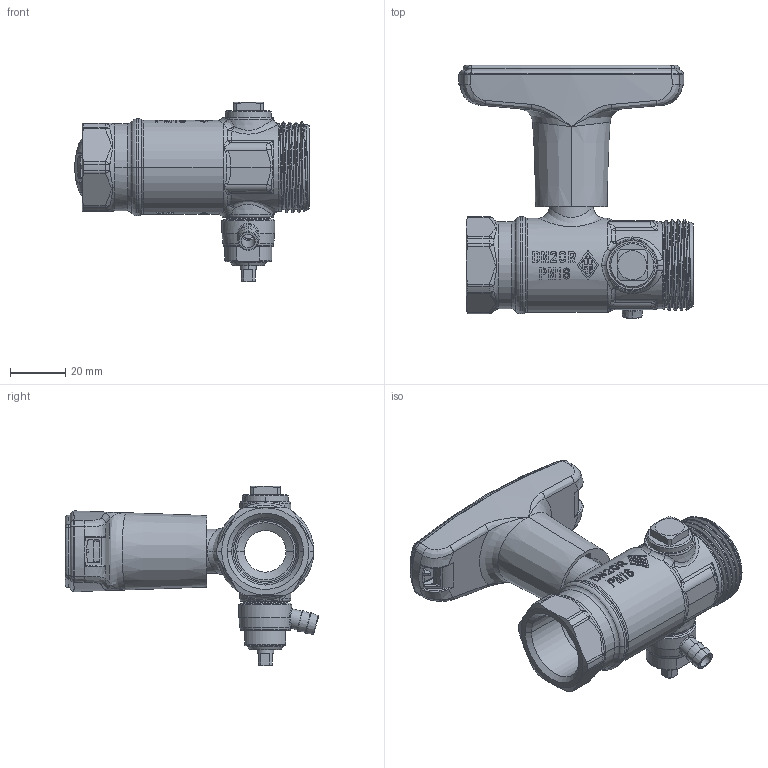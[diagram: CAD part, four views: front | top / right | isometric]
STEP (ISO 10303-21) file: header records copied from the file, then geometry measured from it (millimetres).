
FILE_DESCRIPTION((''),'2;1');
FILE_NAME('9339-04-800-KUGELHAHN','2016-06-02T',('marann'),(''),'PRO/ENGINEER BY PARAMETRIC TECHNOLOGY CORPORATION, 2011490','PRO/ENGINEER BY PARAMETRIC TECHNOLOGY CORPORATION, 2011490','');
FILE_SCHEMA(('CONFIG_CONTROL_DESIGN'));
Length unit declared in the file: millimetre
Products named in the file (1): 9339-04-800-KUGELHAHN
Bounding box: 84.65 x 91.37 x 64.8 mm (x, y, z)
Volume: 58246.7 mm3; surface area: 47207.3 mm2
Topology: 2 solids, 4 shells, 2170 faces, 5751 edges, 3671 vertices
Faces by surface type: plane 1223, cylinder 389, bspline 239, torus 142, cone 139, sphere 28, extrusion 10
Entity records: 90320 total; most frequent: CARTESIAN_POINT 38652, ORIENTED_EDGE 11494, DIRECTION 9658, EDGE_CURVE 5747, VERTEX_POINT 3671, VECTOR 3436, LINE 3426, AXIS2_PLACEMENT_3D 3111
